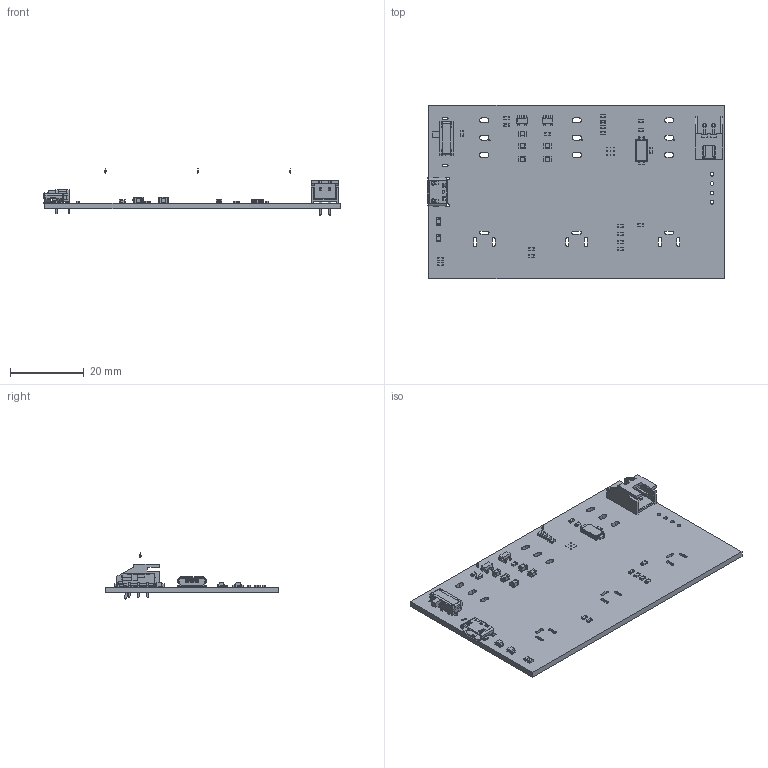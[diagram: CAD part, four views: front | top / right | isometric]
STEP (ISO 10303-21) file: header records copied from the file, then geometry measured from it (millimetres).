
FILE_DESCRIPTION(('KiCad electronic assembly'),'2;1');
FILE_NAME('ledTruck.step','2021-03-21T20:42:45',('An Author'),( 'A Company'),'Open CASCADE STEP processor 7.5', 'KiCad to STEP converter','Unknown');
FILE_SCHEMA(('AUTOMOTIVE_DESIGN { 1 0 10303 214 1 1 1 1 }'));
Length unit declared in the file: millimetre
Products named in the file (31): Open CASCADE STEP translator 7.5 1; R_0603_1608Metric; SOLID; SOT-23-5; L_0805_2012Metric; C_0805_2012Metric; C_0603_1608Metric; LED_0805_2012Metric; SW_CuK_JS202011AQN_DPDT_Angled; JST_XH_S2B-XH-A_1x02_P2.50mm_Horizontal; USB_Micro-B_Molex_47346-0001; Crystal_SMD_0603-4Pin_6.0x3.5mm; 7101 ToggleSwitch; COMPOUND
Assembly tree (57 placements, depth 3):
  Open CASCADE STEP translator 7.5 1
    R_0603_1608Metric  x16
      SOLID
    SOT-23-5  x2
      SOLID
    L_0805_2012Metric
      SOLID
    C_0805_2012Metric  x4
      SOLID
    C_0603_1608Metric  x6
      SOLID
    LED_0805_2012Metric  x2
      SOLID
    SW_CuK_JS202011AQN_DPDT_Angled
      SOLID
    JST_XH_S2B-XH-A_1x02_P2.50mm_Horizontal
      SOLID
    USB_Micro-B_Molex_47346-0001
      SOLID
    Crystal_SMD_0603-4Pin_6.0x3.5mm
      SOLID
    7101 ToggleSwitch  x3
      SOLID
      SOLID
      SOLID
      SOLID
      SOLID
      SOLID
      SOLID
      SOLID
    COMPOUND
Bounding box: 80.38 x 47 x 12.66 mm (x, y, z)
Volume: 6319.9 mm3; surface area: 9374 mm2
Topology: 60 solids, 60 shells, 2249 faces, 5980 edges, 3865 vertices
Faces by surface type: plane 1546, cylinder 593, bspline 58, torus 36, revolution 6, cone 6, sphere 4
Full cylindrical faces by diameter (mm): 0.2 x9, 0.55 x2, 1 x5, 1.02 x4
Entity records: 105279 total; most frequent: CARTESIAN_POINT 20440, DIRECTION 14153, LINE 9499, VECTOR 9499, ORIENTED_EDGE 7540, PCURVE 7540, DEFINITIONAL_REPRESENTATION 7540, EDGE_CURVE 3770
